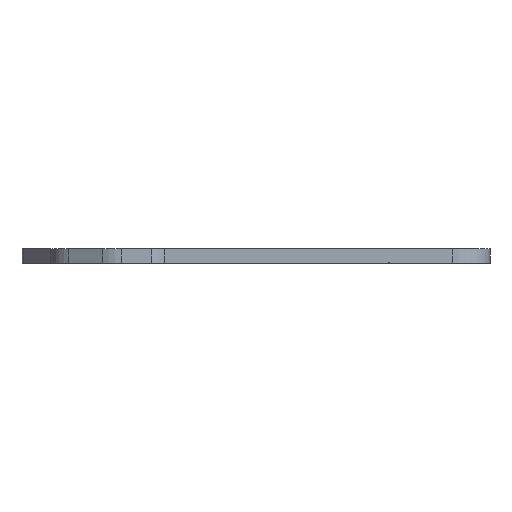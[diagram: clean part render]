
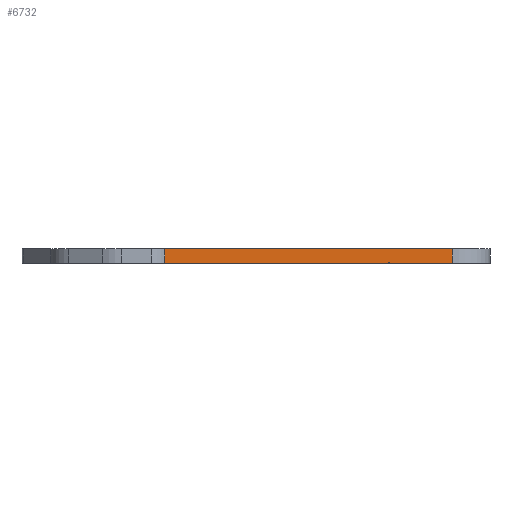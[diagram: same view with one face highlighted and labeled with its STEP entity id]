
A CAD part, left-side view. The second image highlights one B-rep face of the part: STEP entity #6732.
In plain terms, the highlighted planar face has unit normal (-1, 0, 0).
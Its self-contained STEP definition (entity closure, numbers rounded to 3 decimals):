
#723=FACE_OUTER_BOUND('',#1082,.T.);
#1082=EDGE_LOOP('',(#5093,#5094,#5095,#5096,#5097,#5098,#5099,#5100));
#1407=LINE('',#8916,#2113);
#1544=LINE('',#9260,#2250);
#1572=LINE('',#9349,#2278);
#1688=LINE('',#10023,#2394);
#1699=LINE('',#10049,#2405);
#1701=LINE('',#10052,#2407);
#1702=LINE('',#10053,#2408);
#1703=LINE('',#10054,#2409);
#2113=VECTOR('',#7462,10.);
#2250=VECTOR('',#7741,1000.);
#2278=VECTOR('',#7819,1000.);
#2394=VECTOR('',#7965,1000.);
#2405=VECTOR('',#7994,10.);
#2407=VECTOR('',#7998,1000.);
#2408=VECTOR('',#7999,1000.);
#2409=VECTOR('',#8000,10.);
#2908=VERTEX_POINT('',#8867);
#2932=VERTEX_POINT('',#8914);
#3067=VERTEX_POINT('',#9257);
#3068=VERTEX_POINT('',#9259);
#3103=VERTEX_POINT('',#9346);
#3104=VERTEX_POINT('',#9348);
#3285=VERTEX_POINT('',#10015);
#3288=VERTEX_POINT('',#10021);
#3580=EDGE_CURVE('',#2932,#2908,#1407,.T.);
#3753=EDGE_CURVE('',#3067,#3068,#1544,.T.);
#3804=EDGE_CURVE('',#3104,#3103,#1572,.T.);
#3989=EDGE_CURVE('',#3285,#3288,#1688,.T.);
#4004=EDGE_CURVE('',#3104,#2932,#1699,.T.);
#4006=EDGE_CURVE('',#3103,#3068,#1701,.T.);
#4007=EDGE_CURVE('',#3067,#3285,#1702,.T.);
#4008=EDGE_CURVE('',#3288,#2908,#1703,.T.);
#5093=ORIENTED_EDGE('',*,*,#3804,.T.);
#5094=ORIENTED_EDGE('',*,*,#4006,.T.);
#5095=ORIENTED_EDGE('',*,*,#3753,.F.);
#5096=ORIENTED_EDGE('',*,*,#4007,.T.);
#5097=ORIENTED_EDGE('',*,*,#3989,.T.);
#5098=ORIENTED_EDGE('',*,*,#4008,.T.);
#5099=ORIENTED_EDGE('',*,*,#3580,.F.);
#5100=ORIENTED_EDGE('',*,*,#4004,.F.);
#6501=PLANE('',#7188);
#6732=ADVANCED_FACE('',(#723),#6501,.F.);
#7188=AXIS2_PLACEMENT_3D('',#10051,#7996,#7997);
#7462=DIRECTION('',(0.,-1.,0.));
#7741=DIRECTION('',(0.,1.,0.));
#7819=DIRECTION('',(0.,-1.,0.));
#7965=DIRECTION('',(0.,-1.,0.));
#7994=DIRECTION('',(0.,0.,1.));
#7996=DIRECTION('center_axis',(1.,0.,0.));
#7997=DIRECTION('ref_axis',(0.,0.,-1.));
#7998=DIRECTION('',(0.,0.,1.));
#7999=DIRECTION('',(0.,0.,-1.));
#8000=DIRECTION('',(0.,0.,1.));
#8867=CARTESIAN_POINT('',(-20.81,-29.693,2.061));
#8914=CARTESIAN_POINT('',(-20.81,6.566,2.061));
#8916=CARTESIAN_POINT('',(-20.81,6.566,2.061));
#9257=CARTESIAN_POINT('',(-20.81,-21.819,0.304));
#9259=CARTESIAN_POINT('',(-20.81,-21.692,0.304));
#9260=CARTESIAN_POINT('',(-20.81,-29.693,0.304));
#9346=CARTESIAN_POINT('',(-20.81,-21.692,0.291));
#9348=CARTESIAN_POINT('',(-20.81,6.566,0.291));
#9349=CARTESIAN_POINT('',(-20.81,-29.693,0.291));
#10015=CARTESIAN_POINT('',(-20.81,-21.819,0.291));
#10021=CARTESIAN_POINT('',(-20.81,-29.693,0.291));
#10023=CARTESIAN_POINT('',(-20.81,-29.693,0.291));
#10049=CARTESIAN_POINT('',(-20.81,6.566,1.561));
#10051=CARTESIAN_POINT('Origin',(-20.81,-29.693,1.561));
#10052=CARTESIAN_POINT('',(-20.81,-21.692,1.561));
#10053=CARTESIAN_POINT('',(-20.81,-21.819,1.561));
#10054=CARTESIAN_POINT('',(-20.81,-29.693,1.561));
